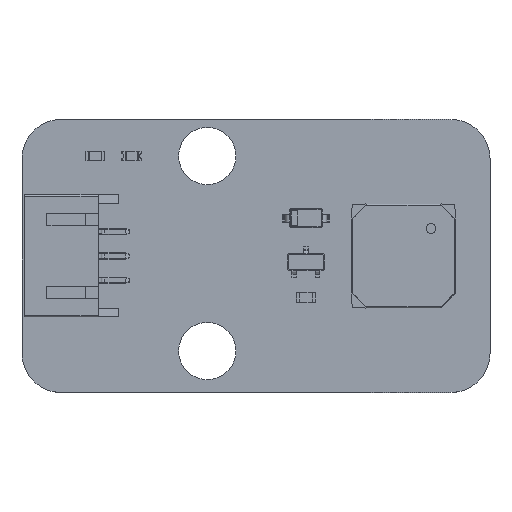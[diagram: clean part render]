
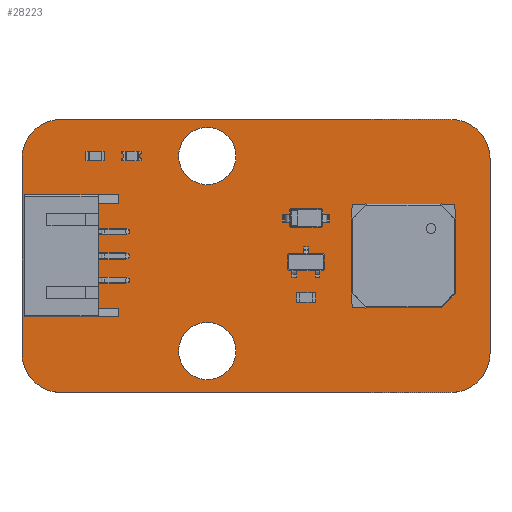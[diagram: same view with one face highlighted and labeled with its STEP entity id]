
A CAD part, top view. The second image highlights one B-rep face of the part: STEP entity #28223.
In plain terms, the highlighted planar face has unit normal (0, 0, 1).
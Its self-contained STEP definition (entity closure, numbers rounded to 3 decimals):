
#28052 = VERTEX_POINT('',#28053);
#28053 = CARTESIAN_POINT('',(121.195,60.5,1.6));
#28059 = EDGE_CURVE('',#28052,#28060,#28062,.T.);
#28060 = VERTEX_POINT('',#28061);
#28061 = CARTESIAN_POINT('',(124.395,57.3,1.6));
#28062 = CIRCLE('',#28063,3.2);
#28063 = AXIS2_PLACEMENT_3D('',#28064,#28065,#28066);
#28064 = CARTESIAN_POINT('',(121.195,57.3,1.6));
#28065 = DIRECTION('',(0.,0.,-1.));
#28066 = DIRECTION('',(0.,1.,0.));
#28094 = VERTEX_POINT('',#28095);
#28095 = CARTESIAN_POINT('',(89.195,60.5,1.6));
#28101 = EDGE_CURVE('',#28094,#28052,#28102,.T.);
#28102 = LINE('',#28103,#28104);
#28103 = CARTESIAN_POINT('',(89.195,60.5,1.6));
#28104 = VECTOR('',#28105,1.);
#28105 = DIRECTION('',(1.,0.,0.));
#28123 = EDGE_CURVE('',#28060,#28124,#28126,.T.);
#28124 = VERTEX_POINT('',#28125);
#28125 = CARTESIAN_POINT('',(124.395,41.3,1.6));
#28126 = LINE('',#28127,#28128);
#28127 = CARTESIAN_POINT('',(124.395,57.3,1.6));
#28128 = VECTOR('',#28129,1.);
#28129 = DIRECTION('',(0.,-1.,0.));
#28223 = ADVANCED_FACE('',(#28224,#28270,#28281),#28292,.T.);
#28224 = FACE_BOUND('',#28225,.T.);
#28225 = EDGE_LOOP('',(#28226,#28227,#28228,#28237,#28245,#28254,#28262,
    #28269));
#28226 = ORIENTED_EDGE('',*,*,#28059,.F.);
#28227 = ORIENTED_EDGE('',*,*,#28101,.F.);
#28228 = ORIENTED_EDGE('',*,*,#28229,.F.);
#28229 = EDGE_CURVE('',#28230,#28094,#28232,.T.);
#28230 = VERTEX_POINT('',#28231);
#28231 = CARTESIAN_POINT('',(85.995,57.3,1.6));
#28232 = CIRCLE('',#28233,3.2);
#28233 = AXIS2_PLACEMENT_3D('',#28234,#28235,#28236);
#28234 = CARTESIAN_POINT('',(89.195,57.3,1.6));
#28235 = DIRECTION('',(0.,0.,-1.));
#28236 = DIRECTION('',(-1.,0.,-0.));
#28237 = ORIENTED_EDGE('',*,*,#28238,.F.);
#28238 = EDGE_CURVE('',#28239,#28230,#28241,.T.);
#28239 = VERTEX_POINT('',#28240);
#28240 = CARTESIAN_POINT('',(85.995,41.3,1.6));
#28241 = LINE('',#28242,#28243);
#28242 = CARTESIAN_POINT('',(85.995,41.3,1.6));
#28243 = VECTOR('',#28244,1.);
#28244 = DIRECTION('',(0.,1.,0.));
#28245 = ORIENTED_EDGE('',*,*,#28246,.F.);
#28246 = EDGE_CURVE('',#28247,#28239,#28249,.T.);
#28247 = VERTEX_POINT('',#28248);
#28248 = CARTESIAN_POINT('',(89.195,38.1,1.6));
#28249 = CIRCLE('',#28250,3.2);
#28250 = AXIS2_PLACEMENT_3D('',#28251,#28252,#28253);
#28251 = CARTESIAN_POINT('',(89.195,41.3,1.6));
#28252 = DIRECTION('',(0.,0.,-1.));
#28253 = DIRECTION('',(0.,-1.,0.));
#28254 = ORIENTED_EDGE('',*,*,#28255,.F.);
#28255 = EDGE_CURVE('',#28256,#28247,#28258,.T.);
#28256 = VERTEX_POINT('',#28257);
#28257 = CARTESIAN_POINT('',(121.195,38.1,1.6));
#28258 = LINE('',#28259,#28260);
#28259 = CARTESIAN_POINT('',(121.195,38.1,1.6));
#28260 = VECTOR('',#28261,1.);
#28261 = DIRECTION('',(-1.,0.,0.));
#28262 = ORIENTED_EDGE('',*,*,#28263,.F.);
#28263 = EDGE_CURVE('',#28124,#28256,#28264,.T.);
#28264 = CIRCLE('',#28265,3.2);
#28265 = AXIS2_PLACEMENT_3D('',#28266,#28267,#28268);
#28266 = CARTESIAN_POINT('',(121.195,41.3,1.6));
#28267 = DIRECTION('',(0.,0.,-1.));
#28268 = DIRECTION('',(1.,0.,0.));
#28269 = ORIENTED_EDGE('',*,*,#28123,.F.);
#28270 = FACE_BOUND('',#28271,.T.);
#28271 = EDGE_LOOP('',(#28272));
#28272 = ORIENTED_EDGE('',*,*,#28273,.T.);
#28273 = EDGE_CURVE('',#28274,#28274,#28276,.T.);
#28274 = VERTEX_POINT('',#28275);
#28275 = CARTESIAN_POINT('',(101.195,39.15,1.6));
#28276 = CIRCLE('',#28277,2.35);
#28277 = AXIS2_PLACEMENT_3D('',#28278,#28279,#28280);
#28278 = CARTESIAN_POINT('',(101.195,41.5,1.6));
#28279 = DIRECTION('',(-0.,0.,-1.));
#28280 = DIRECTION('',(-0.,-1.,0.));
#28281 = FACE_BOUND('',#28282,.T.);
#28282 = EDGE_LOOP('',(#28283));
#28283 = ORIENTED_EDGE('',*,*,#28284,.T.);
#28284 = EDGE_CURVE('',#28285,#28285,#28287,.T.);
#28285 = VERTEX_POINT('',#28286);
#28286 = CARTESIAN_POINT('',(101.195,55.15,1.6));
#28287 = CIRCLE('',#28288,2.35);
#28288 = AXIS2_PLACEMENT_3D('',#28289,#28290,#28291);
#28289 = CARTESIAN_POINT('',(101.195,57.5,1.6));
#28290 = DIRECTION('',(-0.,0.,-1.));
#28291 = DIRECTION('',(-0.,-1.,0.));
#28292 = PLANE('',#28293);
#28293 = AXIS2_PLACEMENT_3D('',#28294,#28295,#28296);
#28294 = CARTESIAN_POINT('',(0.,0.,1.6));
#28295 = DIRECTION('',(0.,0.,1.));
#28296 = DIRECTION('',(1.,0.,-0.));
